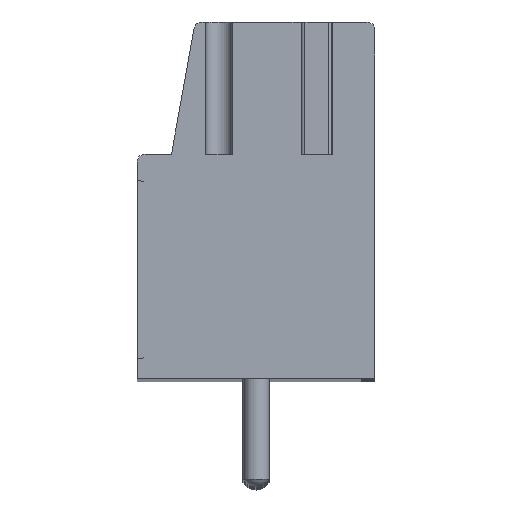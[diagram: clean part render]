
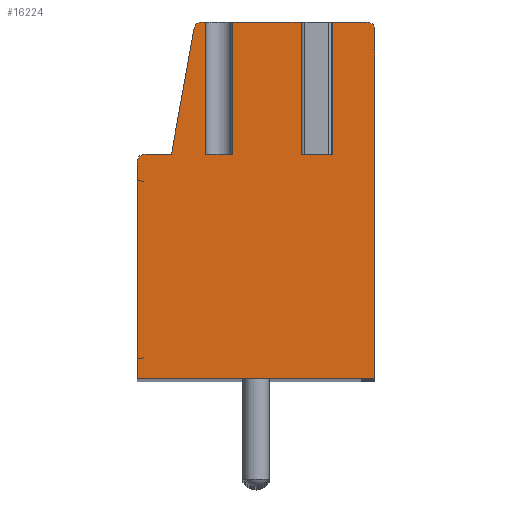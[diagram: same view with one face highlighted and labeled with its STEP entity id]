
A CAD part, top view. The second image highlights one B-rep face of the part: STEP entity #16224.
In plain terms, the highlighted planar face has unit normal (0, 0, 1).
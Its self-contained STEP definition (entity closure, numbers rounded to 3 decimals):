
#52=DIRECTION('',(1.,0.,0.));
#53=VECTOR('',#52,1.);
#54=CARTESIAN_POINT('',(-1.9,3.36,67.5));
#55=LINE('',#54,#53);
#56=DIRECTION('',(0.,1.,0.));
#57=VECTOR('',#56,5.);
#58=CARTESIAN_POINT('',(-0.9,3.36,67.5));
#59=LINE('',#58,#57);
#60=DIRECTION('',(-1.,0.,0.));
#61=VECTOR('',#60,2.8);
#62=CARTESIAN_POINT('',(1.9,8.36,67.5));
#63=LINE('',#62,#61);
#64=DIRECTION('',(0.,1.,0.));
#65=VECTOR('',#64,5.);
#66=CARTESIAN_POINT('',(1.9,3.36,67.5));
#67=LINE('',#66,#65);
#68=DIRECTION('',(1.,0.,0.));
#69=VECTOR('',#68,0.8);
#70=CARTESIAN_POINT('',(1.9,3.36,67.5));
#71=LINE('',#70,#69);
#72=DIRECTION('',(0.,1.,0.));
#73=VECTOR('',#72,5.);
#74=CARTESIAN_POINT('',(2.7,3.36,67.5));
#75=LINE('',#74,#73);
#76=DIRECTION('',(-1.,0.,0.));
#77=VECTOR('',#76,1.5);
#78=CARTESIAN_POINT('',(4.2,8.36,67.5));
#79=LINE('',#78,#77);
#80=CARTESIAN_POINT('',(4.2,8.06,67.5));
#81=DIRECTION('',(0.,0.,1.));
#82=DIRECTION('',(1.,0.,0.));
#83=AXIS2_PLACEMENT_3D('',#80,#81,#82);
#85=DIRECTION('',(0.,1.,0.));
#86=VECTOR('',#85,13.2);
#87=CARTESIAN_POINT('',(4.5,-5.14,67.5));
#88=LINE('',#87,#86);
#89=DIRECTION('',(1.,0.,0.));
#90=VECTOR('',#89,9.);
#91=CARTESIAN_POINT('',(-4.5,-5.14,67.5));
#92=LINE('',#91,#90);
#93=DIRECTION('',(0.,-1.,0.));
#94=VECTOR('',#93,8.2);
#95=CARTESIAN_POINT('',(-4.5,3.06,67.5));
#96=LINE('',#95,#94);
#97=CARTESIAN_POINT('',(-4.2,3.06,67.5));
#98=DIRECTION('',(0.,0.,1.));
#99=DIRECTION('',(0.,1.,0.));
#100=AXIS2_PLACEMENT_3D('',#97,#98,#99);
#102=DIRECTION('',(-1.,0.,0.));
#103=VECTOR('',#102,1.);
#104=CARTESIAN_POINT('',(-3.2,3.36,67.5));
#105=LINE('',#104,#103);
#106=DIRECTION('',(-0.177,-0.984,0.));
#107=VECTOR('',#106,4.829);
#108=CARTESIAN_POINT('',(-2.345,8.113,67.5));
#109=LINE('',#108,#107);
#110=CARTESIAN_POINT('',(-2.05,8.06,67.5));
#111=DIRECTION('',(0.,0.,1.));
#112=DIRECTION('',(0.,1.,0.));
#113=AXIS2_PLACEMENT_3D('',#110,#111,#112);
#115=DIRECTION('',(-1.,0.,0.));
#116=VECTOR('',#115,0.15);
#117=CARTESIAN_POINT('',(-1.9,8.36,67.5));
#118=LINE('',#117,#116);
#119=DIRECTION('',(0.,1.,0.));
#120=VECTOR('',#119,5.);
#121=CARTESIAN_POINT('',(-1.9,3.36,67.5));
#122=LINE('',#121,#120);
#12578=CARTESIAN_POINT('',(4.5,-5.14,67.5));
#12579=CARTESIAN_POINT('',(4.5,8.06,67.5));
#12580=VERTEX_POINT('',#12578);
#12581=VERTEX_POINT('',#12579);
#12582=CARTESIAN_POINT('',(4.2,8.36,67.5));
#12583=VERTEX_POINT('',#12582);
#12584=CARTESIAN_POINT('',(-2.05,8.36,67.5));
#12585=CARTESIAN_POINT('',(-2.345,8.113,67.5));
#12586=VERTEX_POINT('',#12584);
#12587=VERTEX_POINT('',#12585);
#12588=CARTESIAN_POINT('',(-3.2,3.36,67.5));
#12589=VERTEX_POINT('',#12588);
#12590=CARTESIAN_POINT('',(-4.2,3.36,67.5));
#12591=VERTEX_POINT('',#12590);
#12592=CARTESIAN_POINT('',(-4.5,3.06,67.5));
#12593=VERTEX_POINT('',#12592);
#12594=CARTESIAN_POINT('',(-4.5,-5.14,67.5));
#12595=VERTEX_POINT('',#12594);
#12893=CARTESIAN_POINT('',(1.9,3.36,67.5));
#12894=CARTESIAN_POINT('',(2.7,3.36,67.5));
#12895=VERTEX_POINT('',#12893);
#12896=VERTEX_POINT('',#12894);
#12897=CARTESIAN_POINT('',(2.7,8.36,67.5));
#12898=VERTEX_POINT('',#12897);
#12899=CARTESIAN_POINT('',(1.9,8.36,67.5));
#12900=VERTEX_POINT('',#12899);
#12921=CARTESIAN_POINT('',(-1.9,3.36,67.5));
#12922=CARTESIAN_POINT('',(-0.9,3.36,67.5));
#12923=VERTEX_POINT('',#12921);
#12924=VERTEX_POINT('',#12922);
#12925=CARTESIAN_POINT('',(-0.9,8.36,67.5));
#12926=VERTEX_POINT('',#12925);
#12927=CARTESIAN_POINT('',(-1.9,8.36,67.5));
#12928=VERTEX_POINT('',#12927);
#16183=CARTESIAN_POINT('',(0.,0.,67.5));
#16184=DIRECTION('',(0.,0.,1.));
#16185=DIRECTION('',(1.,0.,0.));
#16186=AXIS2_PLACEMENT_3D('',#16183,#16184,#16185);
#16187=PLANE('',#16186);
#16189=ORIENTED_EDGE('',*,*,#16188,.T.);
#16191=ORIENTED_EDGE('',*,*,#16190,.T.);
#16193=ORIENTED_EDGE('',*,*,#16192,.F.);
#16195=ORIENTED_EDGE('',*,*,#16194,.F.);
#16197=ORIENTED_EDGE('',*,*,#16196,.T.);
#16199=ORIENTED_EDGE('',*,*,#16198,.T.);
#16201=ORIENTED_EDGE('',*,*,#16200,.F.);
#16203=ORIENTED_EDGE('',*,*,#16202,.F.);
#16205=ORIENTED_EDGE('',*,*,#16204,.F.);
#16207=ORIENTED_EDGE('',*,*,#16206,.F.);
#16209=ORIENTED_EDGE('',*,*,#16208,.F.);
#16211=ORIENTED_EDGE('',*,*,#16210,.F.);
#16213=ORIENTED_EDGE('',*,*,#16212,.F.);
#16215=ORIENTED_EDGE('',*,*,#16214,.F.);
#16217=ORIENTED_EDGE('',*,*,#16216,.F.);
#16219=ORIENTED_EDGE('',*,*,#16218,.F.);
#16221=ORIENTED_EDGE('',*,*,#16220,.F.);
#16222=EDGE_LOOP('',(#16189,#16191,#16193,#16195,#16197,#16199,#16201,#16203,
#16205,#16207,#16209,#16211,#16213,#16215,#16217,#16219,#16221));
#16223=FACE_OUTER_BOUND('',#16222,.F.);
#84=CIRCLE('',#83,0.3);
#101=CIRCLE('',#100,0.3);
#114=CIRCLE('',#113,0.3);
#16188=EDGE_CURVE('',#12923,#12924,#55,.T.);
#16190=EDGE_CURVE('',#12924,#12926,#59,.T.);
#16192=EDGE_CURVE('',#12900,#12926,#63,.T.);
#16194=EDGE_CURVE('',#12895,#12900,#67,.T.);
#16196=EDGE_CURVE('',#12895,#12896,#71,.T.);
#16198=EDGE_CURVE('',#12896,#12898,#75,.T.);
#16200=EDGE_CURVE('',#12583,#12898,#79,.T.);
#16202=EDGE_CURVE('',#12581,#12583,#84,.T.);
#16204=EDGE_CURVE('',#12580,#12581,#88,.T.);
#16206=EDGE_CURVE('',#12595,#12580,#92,.T.);
#16208=EDGE_CURVE('',#12593,#12595,#96,.T.);
#16210=EDGE_CURVE('',#12591,#12593,#101,.T.);
#16212=EDGE_CURVE('',#12589,#12591,#105,.T.);
#16214=EDGE_CURVE('',#12587,#12589,#109,.T.);
#16216=EDGE_CURVE('',#12586,#12587,#114,.T.);
#16218=EDGE_CURVE('',#12928,#12586,#118,.T.);
#16220=EDGE_CURVE('',#12923,#12928,#122,.T.);
#16224=ADVANCED_FACE('',(#16223),#16187,.T.);
